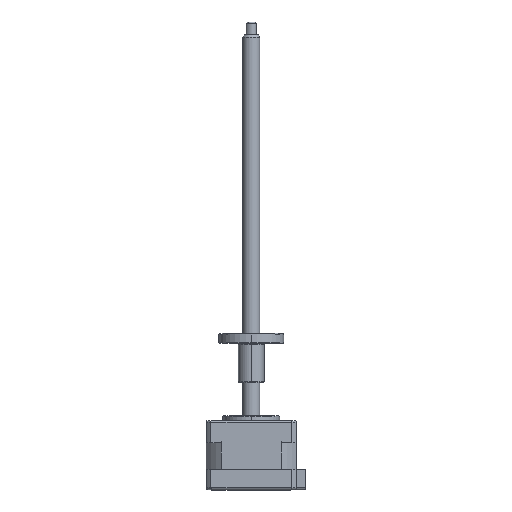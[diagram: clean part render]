
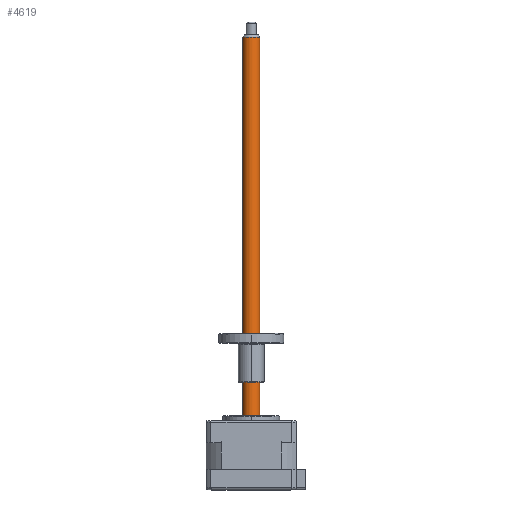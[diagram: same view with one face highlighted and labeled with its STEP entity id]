
A CAD part, top view. The second image highlights one B-rep face of the part: STEP entity #4619.
In plain terms, the highlighted cylindrical face has radius 3.35 mm (diameter 6.7 mm), a partial arc.
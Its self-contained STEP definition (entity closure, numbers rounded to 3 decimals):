
#47 = ORIENTED_EDGE ( 'NONE', *, *, #3357, .T. ) ;
#476 = CARTESIAN_POINT ( 'NONE',  ( -54.487, 180.779, 19.762 ) ) ;
#655 = DIRECTION ( 'NONE',  ( 0., -1., 0. ) ) ;
#920 = DIRECTION ( 'NONE',  ( 0., -1., 0. ) ) ;
#1244 = AXIS2_PLACEMENT_3D ( 'NONE', #4128, #4892, #5609 ) ;
#1292 = CYLINDRICAL_SURFACE ( 'NONE', #1244, 3.35 ) ;
#1317 = FACE_OUTER_BOUND ( 'NONE', #3450, .T. ) ;
#1441 = EDGE_CURVE ( 'NONE', #9290, #8512, #7556, .T. ) ;
#1884 = VERTEX_POINT ( 'NONE', #5954 ) ;
#2326 = EDGE_CURVE ( 'NONE', #3071, #1884, #5945, .T. ) ;
#2998 = EDGE_CURVE ( 'NONE', #9290, #3071, #4720, .T. ) ;
#3071 = VERTEX_POINT ( 'NONE', #9019 ) ;
#3357 = EDGE_CURVE ( 'NONE', #8512, #1884, #3906, .T. ) ;
#3450 = EDGE_LOOP ( 'NONE', ( #4320, #47, #7084, #5534 ) ) ;
#3898 = VECTOR ( 'NONE', #655, 1000. ) ;
#3906 = LINE ( 'NONE', #476, #3898 ) ;
#4128 = CARTESIAN_POINT ( 'NONE',  ( -51.225, 180.779, 19. ) ) ;
#4320 = ORIENTED_EDGE ( 'NONE', *, *, #1441, .T. ) ;
#4612 = CARTESIAN_POINT ( 'NONE',  ( -47.963, 180.779, 18.238 ) ) ;
#4619 = ADVANCED_FACE ( 'NONE', ( #1317 ), #1292, .T. ) ;
#4704 = VECTOR ( 'NONE', #4885, 1000. ) ;
#4720 = LINE ( 'NONE', #4612, #4704 ) ;
#4885 = DIRECTION ( 'NONE',  ( 0., -1., 0. ) ) ;
#4892 = DIRECTION ( 'NONE',  ( 0., -1., 0. ) ) ;
#5292 = CARTESIAN_POINT ( 'NONE',  ( -51.225, 179.779, 19. ) ) ;
#5534 = ORIENTED_EDGE ( 'NONE', *, *, #2998, .F. ) ;
#5609 = DIRECTION ( 'NONE',  ( 0.974, 0., -0.227 ) ) ;
#5747 = CARTESIAN_POINT ( 'NONE',  ( -47.963, 179.779, 18.238 ) ) ;
#5945 = CIRCLE ( 'NONE', #9168, 3.35 ) ;
#5954 = CARTESIAN_POINT ( 'NONE',  ( -54.487, 32.779, 19.762 ) ) ;
#6041 = DIRECTION ( 'NONE',  ( -0.974, 0., 0.227 ) ) ;
#6293 = AXIS2_PLACEMENT_3D ( 'NONE', #5292, #920, #6041 ) ;
#6639 = DIRECTION ( 'NONE',  ( 0., -1., 0. ) ) ;
#6670 = DIRECTION ( 'NONE',  ( 0.974, 0., -0.227 ) ) ;
#7022 = CARTESIAN_POINT ( 'NONE',  ( -51.225, 32.779, 19. ) ) ;
#7084 = ORIENTED_EDGE ( 'NONE', *, *, #2326, .F. ) ;
#7556 = CIRCLE ( 'NONE', #6293, 3.35 ) ;
#8512 = VERTEX_POINT ( 'NONE', #9105 ) ;
#9019 = CARTESIAN_POINT ( 'NONE',  ( -47.963, 32.779, 18.238 ) ) ;
#9105 = CARTESIAN_POINT ( 'NONE',  ( -54.487, 179.779, 19.762 ) ) ;
#9168 = AXIS2_PLACEMENT_3D ( 'NONE', #7022, #6639, #6670 ) ;
#9290 = VERTEX_POINT ( 'NONE', #5747 ) ;
